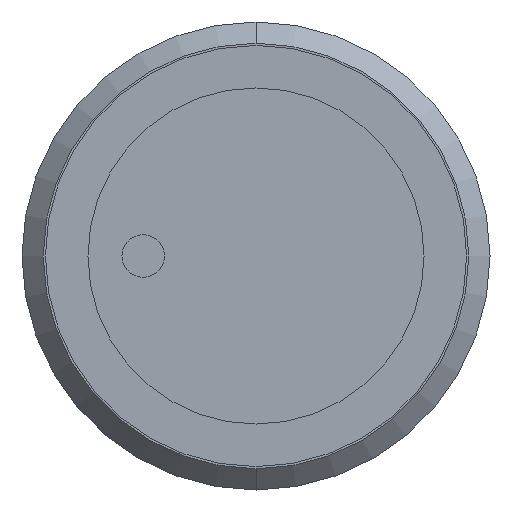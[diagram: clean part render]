
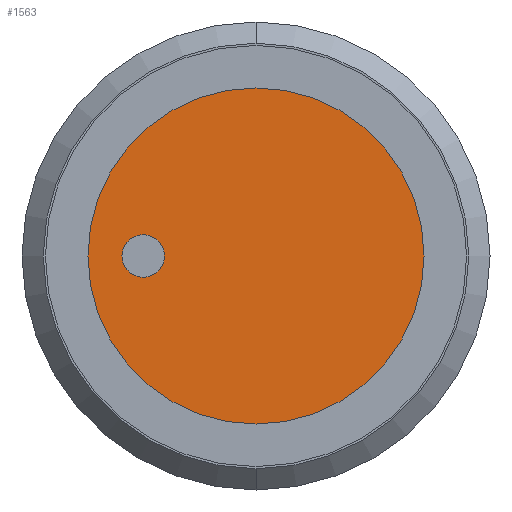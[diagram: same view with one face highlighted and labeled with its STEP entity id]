
A CAD part, front view. The second image highlights one B-rep face of the part: STEP entity #1563.
In plain terms, the highlighted planar face has unit normal (0, -1, 0).
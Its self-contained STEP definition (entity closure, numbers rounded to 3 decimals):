
#9 = EDGE_CURVE ( 'NONE', #1101, #1067, #1234, .T. ) ;
#42 = AXIS2_PLACEMENT_3D ( 'NONE', #846, #537, #528 ) ;
#84 = EDGE_CURVE ( 'NONE', #895, #873, #1305, .T. ) ;
#164 = AXIS2_PLACEMENT_3D ( 'NONE', #642, #641, #640 ) ;
#180 = AXIS2_PLACEMENT_3D ( 'NONE', #521, #520, #519 ) ;
#181 = AXIS2_PLACEMENT_3D ( 'NONE', #526, #525, #523 ) ;
#194 = AXIS2_PLACEMENT_3D ( 'NONE', #393, #380, #378 ) ;
#272 = EDGE_CURVE ( 'NONE', #1067, #1101, #1252, .T. ) ;
#273 = EDGE_CURVE ( 'NONE', #873, #895, #1250, .T. ) ;
#352 = CARTESIAN_POINT ( 'NONE',  ( 0., 0., -9.6 ) ) ;
#378 = DIRECTION ( 'NONE',  ( 0., 0., 1. ) ) ;
#380 = DIRECTION ( 'NONE',  ( 0., 1., 0. ) ) ;
#384 = CARTESIAN_POINT ( 'NONE',  ( 0., 0., 9.6 ) ) ;
#387 = PLANE ( 'NONE',  #194 ) ;
#393 = CARTESIAN_POINT ( 'NONE',  ( 0., 0., 0. ) ) ;
#464 = CARTESIAN_POINT ( 'NONE',  ( -5.3, 0., 1. ) ) ;
#477 = CARTESIAN_POINT ( 'NONE',  ( -5.3, 0., -1. ) ) ;
#519 = DIRECTION ( 'NONE',  ( 0., 0., -1. ) ) ;
#520 = DIRECTION ( 'NONE',  ( 0., -1., 0. ) ) ;
#521 = CARTESIAN_POINT ( 'NONE',  ( -5.3, 0., 0. ) ) ;
#523 = DIRECTION ( 'NONE',  ( 0., 0., 1. ) ) ;
#525 = DIRECTION ( 'NONE',  ( 0., -1., 0. ) ) ;
#526 = CARTESIAN_POINT ( 'NONE',  ( 0., 0., 0. ) ) ;
#528 = DIRECTION ( 'NONE',  ( 0., 0., 1. ) ) ;
#537 = DIRECTION ( 'NONE',  ( 0., -1., 0. ) ) ;
#640 = DIRECTION ( 'NONE',  ( 0., 0., -1. ) ) ;
#641 = DIRECTION ( 'NONE',  ( 0., -1., 0. ) ) ;
#642 = CARTESIAN_POINT ( 'NONE',  ( -5.3, 0., 0. ) ) ;
#821 = EDGE_LOOP ( 'NONE', ( #1387, #1481 ) ) ;
#822 = ORIENTED_EDGE ( 'NONE', *, *, #84, .F. ) ;
#846 = CARTESIAN_POINT ( 'NONE',  ( 0., 0., 0. ) ) ;
#873 = VERTEX_POINT ( 'NONE', #477 ) ;
#895 = VERTEX_POINT ( 'NONE', #464 ) ;
#1014 = EDGE_LOOP ( 'NONE', ( #1363, #822 ) ) ;
#1067 = VERTEX_POINT ( 'NONE', #384 ) ;
#1101 = VERTEX_POINT ( 'NONE', #352 ) ;
#1234 = CIRCLE ( 'NONE', #42, 9.6 ) ;
#1250 = CIRCLE ( 'NONE', #180, 1. ) ;
#1252 = CIRCLE ( 'NONE', #181, 9.6 ) ;
#1253 = FACE_BOUND ( 'NONE', #1014, .T. ) ;
#1305 = CIRCLE ( 'NONE', #164, 1. ) ;
#1336 = FACE_OUTER_BOUND ( 'NONE', #821, .T. ) ;
#1363 = ORIENTED_EDGE ( 'NONE', *, *, #273, .F. ) ;
#1387 = ORIENTED_EDGE ( 'NONE', *, *, #272, .T. ) ;
#1481 = ORIENTED_EDGE ( 'NONE', *, *, #9, .T. ) ;
#1563 = ADVANCED_FACE ( 'NONE', ( #1253, #1336 ), #387, .F. ) ;
